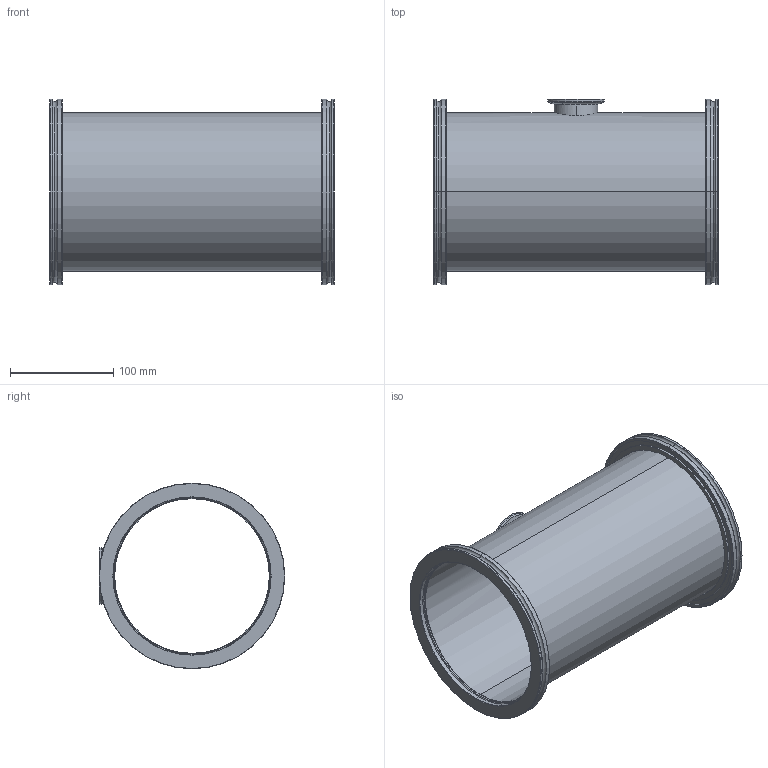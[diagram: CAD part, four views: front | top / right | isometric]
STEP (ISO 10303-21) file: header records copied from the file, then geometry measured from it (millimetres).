
FILE_DESCRIPTION (( 'STEP AP214' ), '1' );
FILE_NAME ('Hositrad_ISO160-40FR.STEP', '2011-10-27T08:47:49', ( '' ), ( '' ), 'SwSTEP 2.0', 'SolidWorks 2011', '' );
FILE_SCHEMA (( 'AUTOMOTIVE_DESIGN' ));
Length unit declared in the file: millimetre
Products named in the file (4): Hositrad_ISO160-40FR; KF40-42.4WS; ISO160-154-W; ReducerTee-154-42.4
Assembly tree (4 placements, depth 2):
  Hositrad_ISO160-40FR
    ReducerTee-154-42.4
    ISO160-154-W  x2
    KF40-42.4WS
Bounding box: 276 x 180 x 180 mm (x, y, z)
Volume: 400314.2 mm3; surface area: 318413.1 mm2
Topology: 4 solids, 4 shells, 100 faces, 204 edges, 122 vertices
Faces by surface type: cylinder 44, cone 22, plane 18, torus 14, bspline 2
Entity records: 2568 total; most frequent: CARTESIAN_POINT 949, DIRECTION 354, ORIENTED_EDGE 272, AXIS2_PLACEMENT_3D 155, EDGE_CURVE 136, CIRCLE 84, VERTEX_POINT 82, EDGE_LOOP 80
